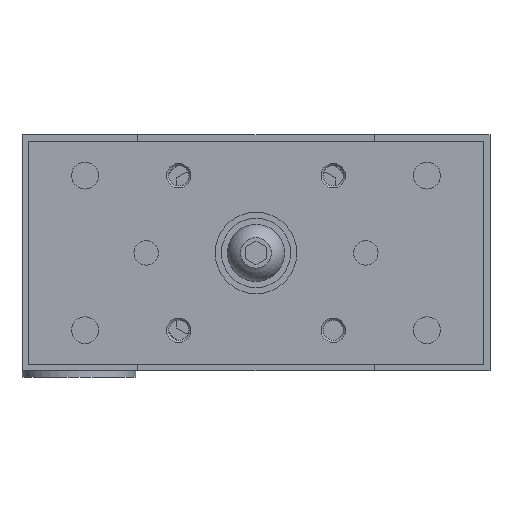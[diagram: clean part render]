
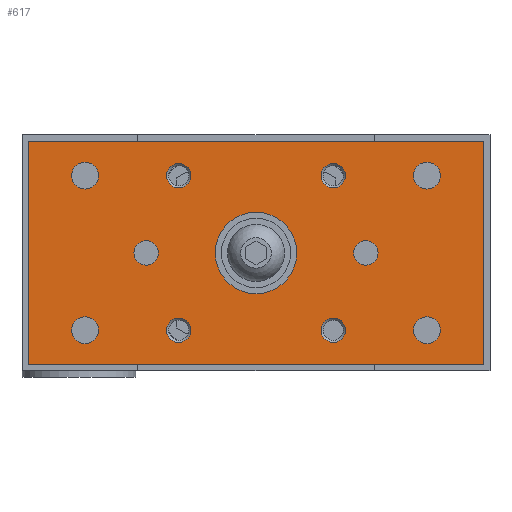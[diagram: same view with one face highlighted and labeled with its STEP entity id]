
A CAD part, left-side view. The second image highlights one B-rep face of the part: STEP entity #617.
In plain terms, the highlighted planar face has unit normal (-1, 0, 0).
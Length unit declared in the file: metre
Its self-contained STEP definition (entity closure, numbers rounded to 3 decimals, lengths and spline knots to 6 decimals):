
#617 = ADVANCED_FACE( '', ( #1557, #1558, #1559, #1560, #1561, #1562, #1563, #1564, #1565, #1566, #1567, #1568 ), #1569, .F. );
#1557 = FACE_BOUND( '', #2945, .T. );
#1558 = FACE_BOUND( '', #2946, .T. );
#1559 = FACE_BOUND( '', #2947, .T. );
#1560 = FACE_BOUND( '', #2948, .T. );
#1561 = FACE_BOUND( '', #2949, .T. );
#1562 = FACE_BOUND( '', #2950, .T. );
#1563 = FACE_BOUND( '', #2951, .T. );
#1564 = FACE_BOUND( '', #2952, .T. );
#1565 = FACE_BOUND( '', #2953, .T. );
#1566 = FACE_BOUND( '', #2954, .T. );
#1567 = FACE_BOUND( '', #2955, .T. );
#1568 = FACE_OUTER_BOUND( '', #2956, .T. );
#1569 = PLANE( '', #2957 );
#2945 = EDGE_LOOP( '', ( #4683 ) );
#2946 = EDGE_LOOP( '', ( #4684 ) );
#2947 = EDGE_LOOP( '', ( #4685 ) );
#2948 = EDGE_LOOP( '', ( #4686 ) );
#2949 = EDGE_LOOP( '', ( #4687 ) );
#2950 = EDGE_LOOP( '', ( #4688 ) );
#2951 = EDGE_LOOP( '', ( #4689 ) );
#2952 = EDGE_LOOP( '', ( #4690 ) );
#2953 = EDGE_LOOP( '', ( #4691 ) );
#2954 = EDGE_LOOP( '', ( #4692 ) );
#2955 = EDGE_LOOP( '', ( #4693 ) );
#2956 = EDGE_LOOP( '', ( #4694, #4695, #4696, #4697 ) );
#2957 = AXIS2_PLACEMENT_3D( '', #4698, #4699, #4700 );
#4683 = ORIENTED_EDGE( '', *, *, #6663, .T. );
#4684 = ORIENTED_EDGE( '', *, *, #6962, .T. );
#4685 = ORIENTED_EDGE( '', *, *, #6963, .F. );
#4686 = ORIENTED_EDGE( '', *, *, #6907, .F. );
#4687 = ORIENTED_EDGE( '', *, *, #6964, .T. );
#4688 = ORIENTED_EDGE( '', *, *, #6965, .F. );
#4689 = ORIENTED_EDGE( '', *, *, #6966, .T. );
#4690 = ORIENTED_EDGE( '', *, *, #6967, .T. );
#4691 = ORIENTED_EDGE( '', *, *, #6854, .F. );
#4692 = ORIENTED_EDGE( '', *, *, #6968, .F. );
#4693 = ORIENTED_EDGE( '', *, *, #6969, .T. );
#4694 = ORIENTED_EDGE( '', *, *, #6970, .T. );
#4695 = ORIENTED_EDGE( '', *, *, #6809, .T. );
#4696 = ORIENTED_EDGE( '', *, *, #6971, .T. );
#4697 = ORIENTED_EDGE( '', *, *, #6678, .T. );
#4698 = CARTESIAN_POINT( '', ( -0.022, -0.056, -0.0565 ) );
#4699 = DIRECTION( '', ( 1., 0., 0. ) );
#4700 = DIRECTION( '', ( 0., 1., 0. ) );
#6663 = EDGE_CURVE( '', #7707, #7707, #7708, .T. );
#6678 = EDGE_CURVE( '', #7735, #7733, #7736, .T. );
#6809 = EDGE_CURVE( '', #7950, #7948, #7951, .T. );
#6854 = EDGE_CURVE( '', #8027, #8027, #8028, .T. );
#6907 = EDGE_CURVE( '', #8117, #8117, #8118, .T. );
#6962 = EDGE_CURVE( '', #8203, #8203, #8204, .T. );
#6963 = EDGE_CURVE( '', #8205, #8205, #8206, .T. );
#6964 = EDGE_CURVE( '', #8207, #8207, #8208, .T. );
#6965 = EDGE_CURVE( '', #8209, #8209, #8210, .T. );
#6966 = EDGE_CURVE( '', #8211, #8211, #8212, .T. );
#6967 = EDGE_CURVE( '', #8213, #8213, #8214, .T. );
#6968 = EDGE_CURVE( '', #8215, #8215, #8216, .T. );
#6969 = EDGE_CURVE( '', #8217, #8217, #8218, .T. );
#6970 = EDGE_CURVE( '', #7733, #7950, #8219, .T. );
#6971 = EDGE_CURVE( '', #7948, #7735, #8220, .T. );
#7707 = VERTEX_POINT( '', #9249 );
#7708 = CIRCLE( '', #9250, 0.01 );
#7733 = VERTEX_POINT( '', #9284 );
#7735 = VERTEX_POINT( '', #9287 );
#7736 = LINE( '', #9288, #9289 );
#7948 = VERTEX_POINT( '', #9664 );
#7950 = VERTEX_POINT( '', #9667 );
#7951 = LINE( '', #9668, #9669 );
#8027 = VERTEX_POINT( '', #9768 );
#8028 = CIRCLE( '', #9769, 0.0033 );
#8117 = VERTEX_POINT( '', #9915 );
#8118 = CIRCLE( '', #9916, 0.003 );
#8203 = VERTEX_POINT( '', #10019 );
#8204 = CIRCLE( '', #10020, 0.003 );
#8205 = VERTEX_POINT( '', #10021 );
#8206 = CIRCLE( '', #10022, 0.003 );
#8207 = VERTEX_POINT( '', #10023 );
#8208 = CIRCLE( '', #10024, 0.003 );
#8209 = VERTEX_POINT( '', #10025 );
#8210 = CIRCLE( '', #10026, 0.003 );
#8211 = VERTEX_POINT( '', #10027 );
#8212 = CIRCLE( '', #10028, 0.003 );
#8213 = VERTEX_POINT( '', #10029 );
#8214 = CIRCLE( '', #10030, 0.0033 );
#8215 = VERTEX_POINT( '', #10031 );
#8216 = CIRCLE( '', #10032, 0.0033 );
#8217 = VERTEX_POINT( '', #10033 );
#8218 = CIRCLE( '', #10034, 0.0033 );
#8219 = LINE( '', #10035, #10036 );
#8220 = LINE( '', #10037, #10038 );
#9249 = CARTESIAN_POINT( '', ( -0.022, 0., -0.039 ) );
#9250 = AXIS2_PLACEMENT_3D( '', #11397, #11398, #11399 );
#9284 = CARTESIAN_POINT( '', ( -0.022, -0.056, -0.0565 ) );
#9287 = CARTESIAN_POINT( '', ( -0.022, 0.056, -0.0565 ) );
#9288 = CARTESIAN_POINT( '', ( -0.022, 0.056, -0.0565 ) );
#9289 = VECTOR( '', #11413, 1. );
#9664 = CARTESIAN_POINT( '', ( -0.022, 0.056, -0.0015 ) );
#9667 = CARTESIAN_POINT( '', ( -0.022, -0.056, -0.0015 ) );
#9668 = CARTESIAN_POINT( '', ( -0.022, -0.056, -0.0015 ) );
#9669 = VECTOR( '', #11600, 1. );
#9768 = CARTESIAN_POINT( '', ( -0.022, 0.042, -0.0513 ) );
#9769 = AXIS2_PLACEMENT_3D( '', #11651, #11652, #11653 );
#9915 = CARTESIAN_POINT( '', ( -0.022, -0.019, -0.013 ) );
#9916 = AXIS2_PLACEMENT_3D( '', #11720, #11721, #11722 );
#10019 = CARTESIAN_POINT( '', ( -0.022, -0.019, -0.045 ) );
#10020 = AXIS2_PLACEMENT_3D( '', #11798, #11799, #11800 );
#10021 = CARTESIAN_POINT( '', ( -0.022, 0.019, -0.045 ) );
#10022 = AXIS2_PLACEMENT_3D( '', #11801, #11802, #11803 );
#10023 = CARTESIAN_POINT( '', ( -0.022, 0.019, -0.013 ) );
#10024 = AXIS2_PLACEMENT_3D( '', #11804, #11805, #11806 );
#10025 = CARTESIAN_POINT( '', ( -0.022, -0.027, -0.032 ) );
#10026 = AXIS2_PLACEMENT_3D( '', #11807, #11808, #11809 );
#10027 = CARTESIAN_POINT( '', ( -0.022, 0.027, -0.032 ) );
#10028 = AXIS2_PLACEMENT_3D( '', #11810, #11811, #11812 );
#10029 = CARTESIAN_POINT( '', ( -0.022, -0.042, -0.0513 ) );
#10030 = AXIS2_PLACEMENT_3D( '', #11813, #11814, #11815 );
#10031 = CARTESIAN_POINT( '', ( -0.022, -0.042, -0.0067 ) );
#10032 = AXIS2_PLACEMENT_3D( '', #11816, #11817, #11818 );
#10033 = CARTESIAN_POINT( '', ( -0.022, 0.042, -0.0067 ) );
#10034 = AXIS2_PLACEMENT_3D( '', #11819, #11820, #11821 );
#10035 = CARTESIAN_POINT( '', ( -0.022, -0.056, -0.0565 ) );
#10036 = VECTOR( '', #11822, 1. );
#10037 = CARTESIAN_POINT( '', ( -0.022, 0.056, -0.0015 ) );
#10038 = VECTOR( '', #11823, 1. );
#11397 = CARTESIAN_POINT( '', ( -0.022, 0., -0.029 ) );
#11398 = DIRECTION( '', ( 1., 0., 0. ) );
#11399 = DIRECTION( '', ( 0., 0., -1. ) );
#11413 = DIRECTION( '', ( 0., -1., 0. ) );
#11600 = DIRECTION( '', ( 0., 1., 0. ) );
#11651 = CARTESIAN_POINT( '', ( -0.022, 0.042, -0.048 ) );
#11652 = DIRECTION( '', ( -1., 0., 0. ) );
#11653 = DIRECTION( '', ( 0., 0., -1. ) );
#11720 = CARTESIAN_POINT( '', ( -0.022, -0.019, -0.01 ) );
#11721 = DIRECTION( '', ( -1., 0., 0. ) );
#11722 = DIRECTION( '', ( 0., 0., -1. ) );
#11798 = CARTESIAN_POINT( '', ( -0.022, -0.019, -0.048 ) );
#11799 = DIRECTION( '', ( 1., 0., 0. ) );
#11800 = DIRECTION( '', ( 0., 0., 1. ) );
#11801 = CARTESIAN_POINT( '', ( -0.022, 0.019, -0.048 ) );
#11802 = DIRECTION( '', ( -1., 0., 0. ) );
#11803 = DIRECTION( '', ( 0., 0., 1. ) );
#11804 = CARTESIAN_POINT( '', ( -0.022, 0.019, -0.01 ) );
#11805 = DIRECTION( '', ( 1., 0., 0. ) );
#11806 = DIRECTION( '', ( 0., 0., -1. ) );
#11807 = CARTESIAN_POINT( '', ( -0.022, -0.027, -0.029 ) );
#11808 = DIRECTION( '', ( -1., 0., 0. ) );
#11809 = DIRECTION( '', ( 0., 0., -1. ) );
#11810 = CARTESIAN_POINT( '', ( -0.022, 0.027, -0.029 ) );
#11811 = DIRECTION( '', ( 1., 0., 0. ) );
#11812 = DIRECTION( '', ( 0., 0., -1. ) );
#11813 = CARTESIAN_POINT( '', ( -0.022, -0.042, -0.048 ) );
#11814 = DIRECTION( '', ( 1., 0., 0. ) );
#11815 = DIRECTION( '', ( 0., 0., -1. ) );
#11816 = CARTESIAN_POINT( '', ( -0.022, -0.042, -0.01 ) );
#11817 = DIRECTION( '', ( -1., 0., 0. ) );
#11818 = DIRECTION( '', ( 0., 0., 1. ) );
#11819 = CARTESIAN_POINT( '', ( -0.022, 0.042, -0.01 ) );
#11820 = DIRECTION( '', ( 1., 0., 0. ) );
#11821 = DIRECTION( '', ( 0., 0., 1. ) );
#11822 = DIRECTION( '', ( 0., 0., 1. ) );
#11823 = DIRECTION( '', ( 0., 0., -1. ) );
